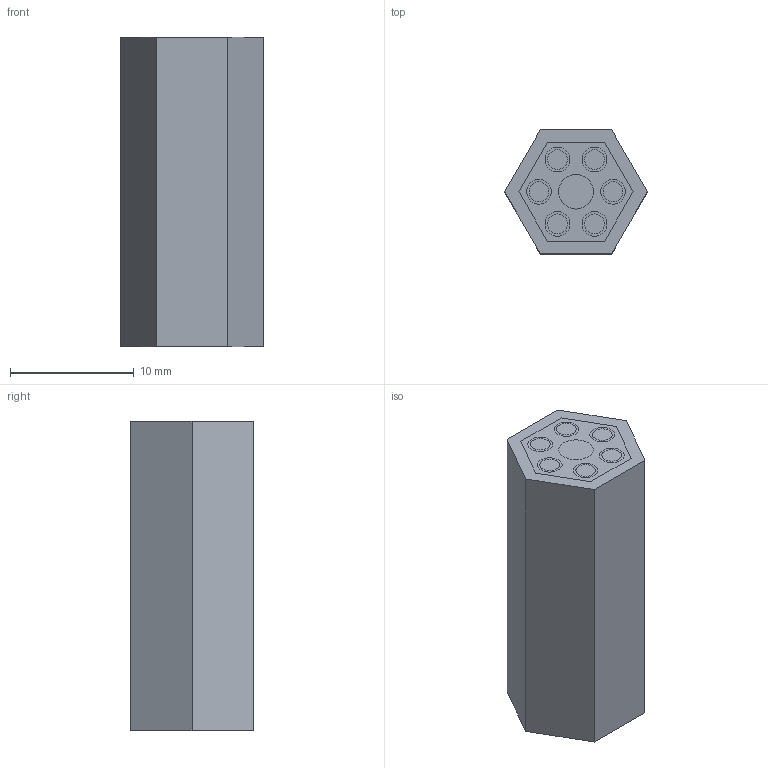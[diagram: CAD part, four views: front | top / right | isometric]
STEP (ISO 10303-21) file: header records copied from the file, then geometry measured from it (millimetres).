
FILE_DESCRIPTION(('STEP AP214'),'1');
FILE_NAME('sahex.stp','2014-03-18T00:42:10',(' '),(' '),'Spatial InterOp 3D',' ',' ');
FILE_SCHEMA(('automotive_design'));
Length unit declared in the file: millimetre
Products named in the file (15): 1; 2; 3; 4; 5; 6; 7; 8; 9; 10; 11; 12; 13; 14; 15
Bounding box: 11.55 x 10 x 25 mm (x, y, z)
Volume: 2165.1 mm3; surface area: 6257.6 mm2
Topology: 15 solids, 15 shells, 100 faces, 210 edges, 140 vertices
Faces by surface type: cylinder 52, plane 48
Entity records: 2999 total; most frequent: DIRECTION 544, CARTESIAN_POINT 465, ORIENTED_EDGE 420, AXIS2_PLACEMENT_3D 219, EDGE_CURVE 210, VERTEX_POINT 140, EDGE_LOOP 128, LINE 106
